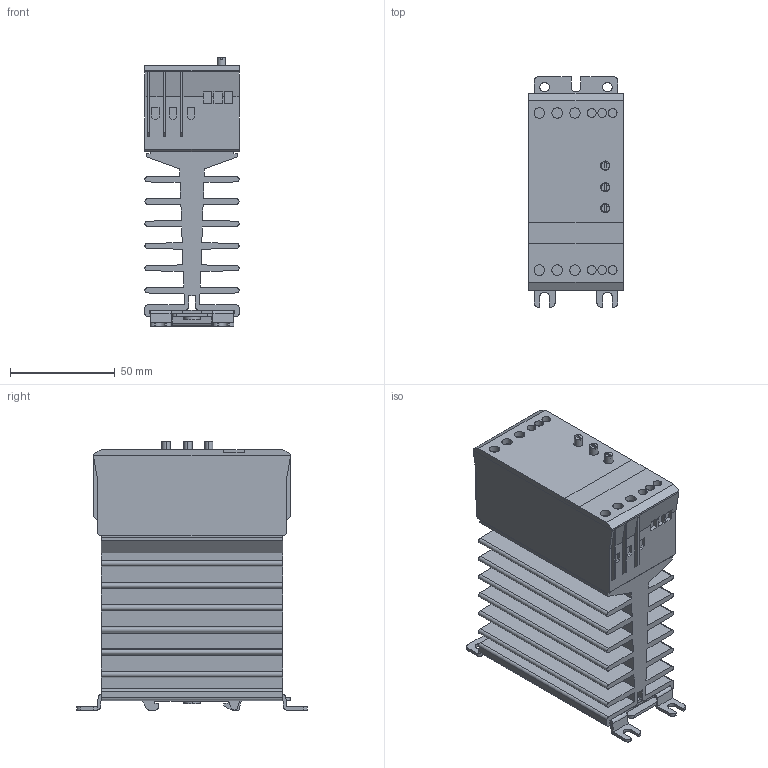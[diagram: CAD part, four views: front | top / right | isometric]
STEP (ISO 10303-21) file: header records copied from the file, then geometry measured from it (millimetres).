
FILE_DESCRIPTION (( 'STEP AP214' ), '1' );
FILE_NAME ('SMC3DA2315DOL.STEP', '2025-04-02T11:36:37', ( '' ), ( '' ), 'SwSTEP 2.0', 'SolidWorks 2021', '' );
FILE_SCHEMA (( 'AUTOMOTIVE_DESIGN' ));
Length unit declared in the file: inch
Products named in the file (1): SMC3DA2315DOL
Bounding box: 45 x 110 x 128.4 mm (x, y, z)
Volume: 309357.1 mm3; surface area: 107403.7 mm2
Topology: 8 solids, 8 shells, 473 faces, 1265 edges, 832 vertices
Faces by surface type: plane 348, cylinder 123, cone 2
Entity records: 14812 total; most frequent: CARTESIAN_POINT 2583, ORIENTED_EDGE 2530, DIRECTION 2453, EDGE_CURVE 1265, LINE 1017, VECTOR 1017, VERTEX_POINT 832, AXIS2_PLACEMENT_3D 718
